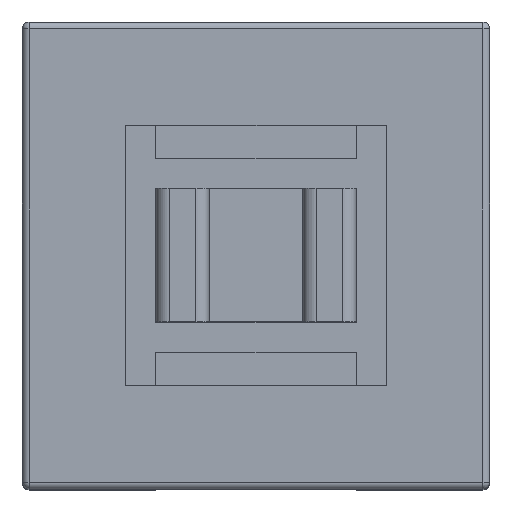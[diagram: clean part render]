
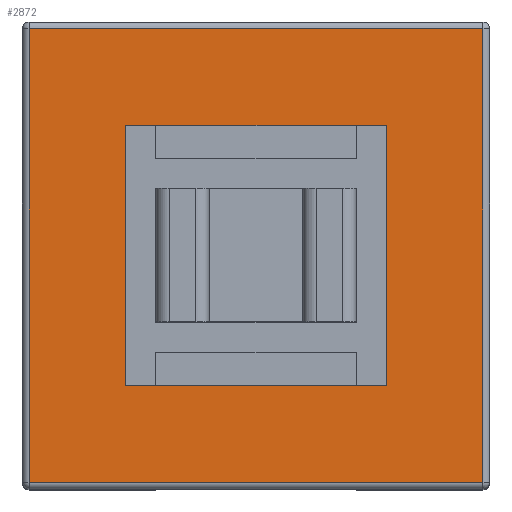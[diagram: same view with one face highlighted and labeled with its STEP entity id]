
A CAD part, top view. The second image highlights one B-rep face of the part: STEP entity #2872.
In plain terms, the highlighted planar face has unit normal (0, 0, 1).
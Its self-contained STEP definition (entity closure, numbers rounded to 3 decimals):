
#38=FACE_BOUND('',#307,.T.);
#142=FACE_OUTER_BOUND('',#306,.T.);
#306=EDGE_LOOP('',(#1991,#1992,#1993,#1994));
#307=EDGE_LOOP('',(#1995,#1996,#1997,#1998));
#445=LINE('',#4044,#813);
#449=LINE('',#4052,#817);
#452=LINE('',#4058,#820);
#455=LINE('',#4063,#823);
#493=LINE('',#4161,#861);
#495=LINE('',#4179,#863);
#496=LINE('',#4181,#864);
#500=LINE('',#4192,#868);
#813=VECTOR('',#3248,10.);
#817=VECTOR('',#3254,10.);
#820=VECTOR('',#3259,10.);
#823=VECTOR('',#3264,10.);
#861=VECTOR('',#3342,10.);
#863=VECTOR('',#3366,10.);
#864=VECTOR('',#3369,10.);
#868=VECTOR('',#3383,10.);
#1181=VERTEX_POINT('',#4042);
#1182=VERTEX_POINT('',#4043);
#1185=VERTEX_POINT('',#4051);
#1187=VERTEX_POINT('',#4057);
#1225=VERTEX_POINT('',#4149);
#1227=VERTEX_POINT('',#4155);
#1230=VERTEX_POINT('',#4167);
#1233=VERTEX_POINT('',#4175);
#1457=EDGE_CURVE('',#1181,#1182,#445,.T.);
#1461=EDGE_CURVE('',#1185,#1181,#449,.T.);
#1464=EDGE_CURVE('',#1187,#1185,#452,.T.);
#1467=EDGE_CURVE('',#1182,#1187,#455,.T.);
#1515=EDGE_CURVE('',#1227,#1225,#493,.T.);
#1524=EDGE_CURVE('',#1230,#1233,#495,.T.);
#1525=EDGE_CURVE('',#1233,#1227,#496,.T.);
#1531=EDGE_CURVE('',#1225,#1230,#500,.T.);
#1991=ORIENTED_EDGE('',*,*,#1524,.F.);
#1992=ORIENTED_EDGE('',*,*,#1531,.F.);
#1993=ORIENTED_EDGE('',*,*,#1515,.F.);
#1994=ORIENTED_EDGE('',*,*,#1525,.F.);
#1995=ORIENTED_EDGE('',*,*,#1457,.T.);
#1996=ORIENTED_EDGE('',*,*,#1467,.T.);
#1997=ORIENTED_EDGE('',*,*,#1464,.T.);
#1998=ORIENTED_EDGE('',*,*,#1461,.T.);
#2727=PLANE('',#3075);
#2872=ADVANCED_FACE('',(#142,#38),#2727,.T.);
#3075=AXIS2_PLACEMENT_3D('',#4200,#3393,#3394);
#3248=DIRECTION('',(0.,1.,0.));
#3254=DIRECTION('',(-1.,0.,0.));
#3259=DIRECTION('',(0.,-1.,0.));
#3264=DIRECTION('',(1.,0.,0.));
#3342=DIRECTION('',(-1.,0.,0.));
#3366=DIRECTION('',(1.,0.,0.));
#3369=DIRECTION('',(0.,-1.,0.));
#3383=DIRECTION('',(0.,1.,0.));
#3393=DIRECTION('center_axis',(0.,0.,1.));
#3394=DIRECTION('ref_axis',(0.,1.,0.));
#4042=CARTESIAN_POINT('',(-4.45,0.05,7.));
#4043=CARTESIAN_POINT('',(-4.45,3.95,7.));
#4044=CARTESIAN_POINT('',(-4.45,1.025,7.));
#4051=CARTESIAN_POINT('',(-0.55,0.05,7.));
#4052=CARTESIAN_POINT('',(-1.525,0.05,7.));
#4057=CARTESIAN_POINT('',(-0.55,3.95,7.));
#4058=CARTESIAN_POINT('',(-0.55,2.975,7.));
#4063=CARTESIAN_POINT('',(-3.475,3.95,7.));
#4149=CARTESIAN_POINT('',(-5.9,-1.4,7.));
#4155=CARTESIAN_POINT('',(0.9,-1.4,7.));
#4161=CARTESIAN_POINT('',(-2.5,-1.4,7.));
#4167=CARTESIAN_POINT('',(-5.9,5.4,7.));
#4175=CARTESIAN_POINT('',(0.9,5.4,7.));
#4179=CARTESIAN_POINT('',(-2.5,5.4,7.));
#4181=CARTESIAN_POINT('',(0.9,2.,7.));
#4192=CARTESIAN_POINT('',(-5.9,2.,7.));
#4200=CARTESIAN_POINT('Origin',(-2.5,2.,7.));
